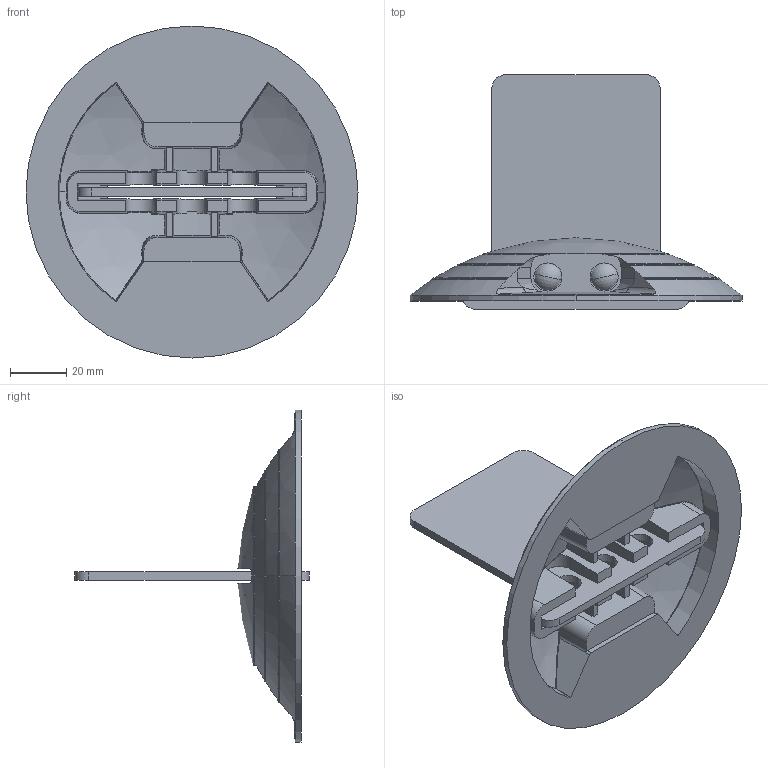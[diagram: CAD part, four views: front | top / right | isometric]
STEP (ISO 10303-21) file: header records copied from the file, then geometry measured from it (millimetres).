
FILE_DESCRIPTION (( 'STEP AP214' ), '1' );
FILE_NAME ('818725d.STEP', '2020-04-30T13:08:04', ( 'Huth' ), ( '' ), 'SwSTEP 2.0', 'SolidWorks 2018', '' );
FILE_SCHEMA (( 'AUTOMOTIVE_DESIGN' ));
Length unit declared in the file: millimetre
Products named in the file (4): 8187_Fahne; 8187_Linse; 818721d; 818725d
Assembly tree (6 placements, depth 2):
  818725d
    818721d
    8187_Linse  x4
    8187_Fahne
Bounding box: 118 x 83.4 x 118 mm (x, y, z)
Volume: 81813.7 mm3; surface area: 45630.1 mm2
Topology: 6 solids, 6 shells, 293 faces, 797 edges, 511 vertices
Faces by surface type: plane 103, torus 49, cylinder 49, sphere 46, bspline 36, cone 10
Entity records: 10705 total; most frequent: CARTESIAN_POINT 3698, ORIENTED_EDGE 1538, DIRECTION 1399, EDGE_CURVE 769, AXIS2_PLACEMENT_3D 583, VERTEX_POINT 494, CIRCLE 326, EDGE_LOOP 295
